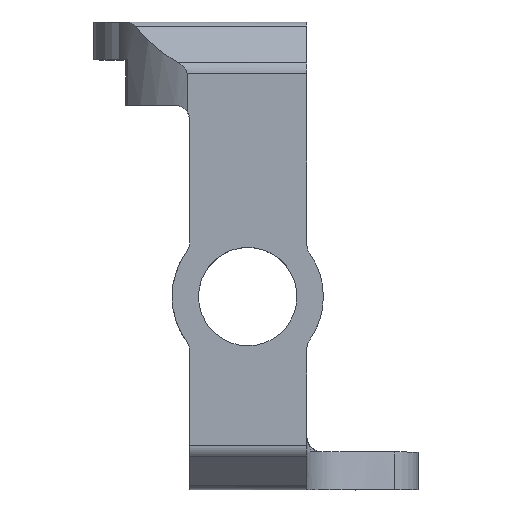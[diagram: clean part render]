
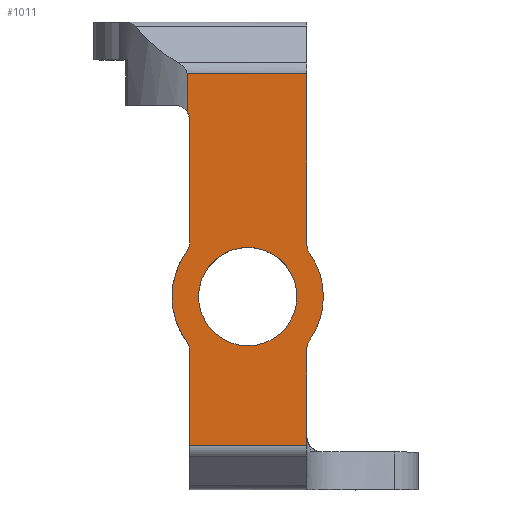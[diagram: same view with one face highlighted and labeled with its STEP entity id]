
A CAD part, top view. The second image highlights one B-rep face of the part: STEP entity #1011.
In plain terms, the highlighted planar face has unit normal (0, 0, 1).
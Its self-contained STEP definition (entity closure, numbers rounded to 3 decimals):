
#25=FACE_BOUND('',#185,.T.);
#38=PLANE('',#1118);
#76=CIRCLE('',#1100,1.);
#77=CIRCLE('',#1103,1.);
#78=CIRCLE('',#1105,5.);
#80=CIRCLE('',#1108,1.);
#81=CIRCLE('',#1110,1.);
#82=CIRCLE('',#1112,5.);
#83=CIRCLE('',#1114,1.);
#84=CIRCLE('',#1116,3.25);
#126=FACE_OUTER_BOUND('',#184,.T.);
#184=EDGE_LOOP('',(#801,#802,#803,#804,#805,#806,#807,#808,#809,#810,#811,
#812,#813,#814));
#185=EDGE_LOOP('',(#815));
#238=LINE('',#1564,#313);
#244=LINE('',#1598,#319);
#253=LINE('',#1885,#328);
#260=LINE('',#1937,#335);
#264=LINE('',#1947,#339);
#270=LINE('',#2084,#345);
#271=LINE('',#2085,#346);
#313=VECTOR('',#1212,10.);
#319=VECTOR('',#1228,10.);
#328=VECTOR('',#1273,10.);
#335=VECTOR('',#1286,10.);
#339=VECTOR('',#1298,10.);
#345=VECTOR('',#1338,10.);
#346=VECTOR('',#1339,10.);
#423=VERTEX_POINT('',#1561);
#424=VERTEX_POINT('',#1563);
#432=VERTEX_POINT('',#1588);
#433=VERTEX_POINT('',#1597);
#455=VERTEX_POINT('',#1882);
#456=VERTEX_POINT('',#1884);
#463=VERTEX_POINT('',#1934);
#464=VERTEX_POINT('',#1936);
#465=VERTEX_POINT('',#1941);
#466=VERTEX_POINT('',#1945);
#467=VERTEX_POINT('',#1949);
#470=VERTEX_POINT('',#1967);
#471=VERTEX_POINT('',#2068);
#472=VERTEX_POINT('',#2072);
#473=VERTEX_POINT('',#2078);
#529=EDGE_CURVE('',#423,#424,#238,.T.);
#540=EDGE_CURVE('',#433,#432,#244,.T.);
#567=EDGE_CURVE('',#455,#456,#253,.T.);
#578=EDGE_CURVE('',#464,#463,#260,.T.);
#582=EDGE_CURVE('',#465,#432,#76,.T.);
#584=EDGE_CURVE('',#465,#466,#264,.T.);
#586=EDGE_CURVE('',#467,#466,#77,.T.);
#590=EDGE_CURVE('',#467,#470,#78,.T.);
#592=EDGE_CURVE('',#456,#470,#80,.T.);
#595=EDGE_CURVE('',#471,#463,#81,.T.);
#597=EDGE_CURVE('',#471,#472,#82,.T.);
#598=EDGE_CURVE('',#424,#472,#83,.T.);
#599=EDGE_CURVE('',#473,#473,#84,.T.);
#602=EDGE_CURVE('',#464,#455,#270,.T.);
#603=EDGE_CURVE('',#433,#423,#271,.T.);
#801=ORIENTED_EDGE('',*,*,#567,.F.);
#802=ORIENTED_EDGE('',*,*,#602,.F.);
#803=ORIENTED_EDGE('',*,*,#578,.T.);
#804=ORIENTED_EDGE('',*,*,#595,.F.);
#805=ORIENTED_EDGE('',*,*,#597,.T.);
#806=ORIENTED_EDGE('',*,*,#598,.F.);
#807=ORIENTED_EDGE('',*,*,#529,.F.);
#808=ORIENTED_EDGE('',*,*,#603,.F.);
#809=ORIENTED_EDGE('',*,*,#540,.T.);
#810=ORIENTED_EDGE('',*,*,#582,.F.);
#811=ORIENTED_EDGE('',*,*,#584,.T.);
#812=ORIENTED_EDGE('',*,*,#586,.F.);
#813=ORIENTED_EDGE('',*,*,#590,.T.);
#814=ORIENTED_EDGE('',*,*,#592,.F.);
#815=ORIENTED_EDGE('',*,*,#599,.T.);
#1011=ADVANCED_FACE('',(#126,#25),#38,.T.);
#1100=AXIS2_PLACEMENT_3D('',#1943,#1293,#1294);
#1103=AXIS2_PLACEMENT_3D('',#1951,#1302,#1303);
#1105=AXIS2_PLACEMENT_3D('',#1969,#1307,#1308);
#1108=AXIS2_PLACEMENT_3D('',#1972,#1313,#1314);
#1110=AXIS2_PLACEMENT_3D('',#2070,#1318,#1319);
#1112=AXIS2_PLACEMENT_3D('',#2074,#1323,#1324);
#1114=AXIS2_PLACEMENT_3D('',#2076,#1327,#1328);
#1116=AXIS2_PLACEMENT_3D('',#2079,#1331,#1332);
#1118=AXIS2_PLACEMENT_3D('',#2083,#1336,#1337);
#1212=DIRECTION('',(0.,-1.,0.));
#1228=DIRECTION('',(0.,-1.,0.));
#1273=DIRECTION('',(0.,1.,0.));
#1286=DIRECTION('',(0.,1.,0.));
#1293=DIRECTION('center_axis',(0.,0.,
1.));
#1294=DIRECTION('ref_axis',(0.707,0.707,0.));
#1298=DIRECTION('',(0.,-1.,0.));
#1302=DIRECTION('center_axis',(0.,0.,
1.));
#1303=DIRECTION('ref_axis',(0.95,-0.312,0.));
#1307=DIRECTION('center_axis',(0.,0.,
1.));
#1308=DIRECTION('ref_axis',(-1.,0.,0.));
#1313=DIRECTION('center_axis',(0.,0.,
1.));
#1314=DIRECTION('ref_axis',(0.95,0.312,0.));
#1318=DIRECTION('center_axis',(0.,0.,
1.));
#1319=DIRECTION('ref_axis',(-0.953,0.302,0.));
#1323=DIRECTION('center_axis',(0.,0.,
1.));
#1324=DIRECTION('ref_axis',(-1.,0.,0.));
#1327=DIRECTION('center_axis',(0.,0.,
1.));
#1328=DIRECTION('ref_axis',(-0.953,-0.302,0.));
#1331=DIRECTION('center_axis',(0.,0.,
-1.));
#1332=DIRECTION('ref_axis',(-1.,0.,0.));
#1336=DIRECTION('center_axis',(0.,0.,
1.));
#1337=DIRECTION('ref_axis',(-1.,0.,0.));
#1338=DIRECTION('',(-1.,0.,0.));
#1339=DIRECTION('',(1.,0.,0.));
#1561=CARTESIAN_POINT('',(8.209,3.236,23.569));
#1563=CARTESIAN_POINT('',(8.209,-8.05,23.569));
#1564=CARTESIAN_POINT('',(8.209,-8.638,23.569));
#1588=CARTESIAN_POINT('',(0.3,0.702,23.569));
#1597=CARTESIAN_POINT('',(0.3,3.236,23.569));
#1598=CARTESIAN_POINT('',(0.3,1.15,23.569));
#1882=CARTESIAN_POINT('',(0.466,-21.336,23.569));
#1884=CARTESIAN_POINT('',(0.466,-15.054,23.569));
#1885=CARTESIAN_POINT('',(0.466,-13.338,23.569));
#1934=CARTESIAN_POINT('',(8.209,-14.95,23.569));
#1936=CARTESIAN_POINT('',(8.209,-21.336,23.569));
#1937=CARTESIAN_POINT('',(8.209,-8.638,23.569));
#1941=CARTESIAN_POINT('',(0.466,0.15,23.569));
#1943=CARTESIAN_POINT('Origin',(-0.534,0.15,23.569));
#1945=CARTESIAN_POINT('',(0.466,-7.946,23.569));
#1947=CARTESIAN_POINT('',(0.466,-13.338,23.569));
#1949=CARTESIAN_POINT('',(0.272,-8.538,23.569));
#1951=CARTESIAN_POINT('Origin',(-0.534,-7.946,23.569));
#1967=CARTESIAN_POINT('',(0.272,-14.462,23.569));
#1969=CARTESIAN_POINT('Origin',(4.3,-11.5,23.569));
#1972=CARTESIAN_POINT('Origin',(-0.534,-15.054,23.569));
#2068=CARTESIAN_POINT('',(8.391,-14.375,23.569));
#2070=CARTESIAN_POINT('Origin',(9.209,-14.95,23.569));
#2072=CARTESIAN_POINT('',(8.391,-8.625,23.569));
#2074=CARTESIAN_POINT('Origin',(4.3,-11.5,23.569));
#2076=CARTESIAN_POINT('Origin',(9.209,-8.05,23.569));
#2078=CARTESIAN_POINT('',(7.55,-11.5,23.569));
#2079=CARTESIAN_POINT('Origin',(4.3,-11.5,23.569));
#2083=CARTESIAN_POINT('Origin',(1.301,-4.925,23.569));
#2084=CARTESIAN_POINT('',(2.96,-21.336,23.569));
#2085=CARTESIAN_POINT('',(3.028,3.236,23.569));
